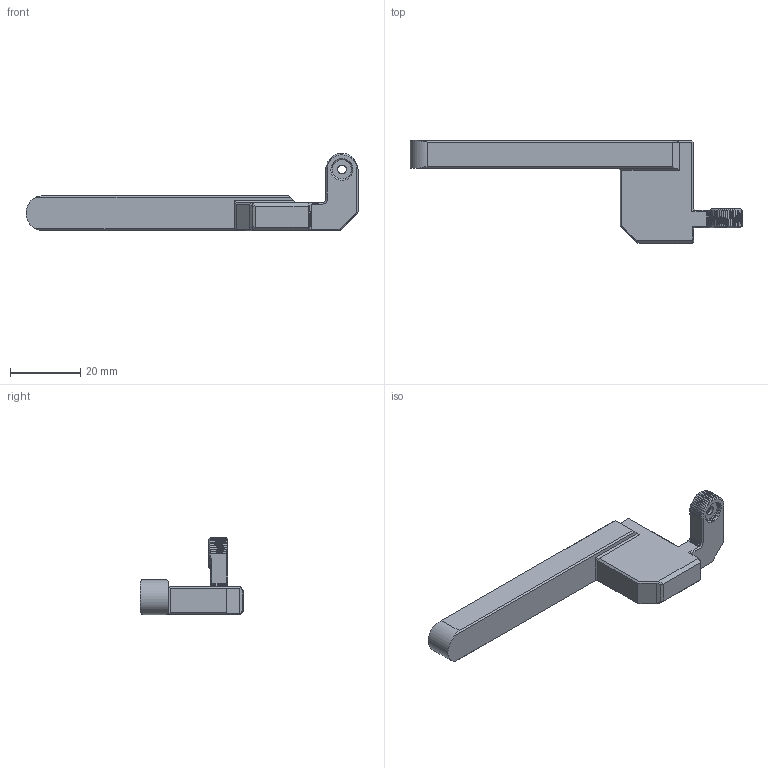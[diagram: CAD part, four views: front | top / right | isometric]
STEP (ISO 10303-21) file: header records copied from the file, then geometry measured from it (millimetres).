
FILE_DESCRIPTION(/* description */ (''),/* implementation_level */ '2;1');
FILE_NAME(/* name */ 'Servo arm block v4.step',/* time_stamp */ '2025-01-22T19:28:40-06:00',/* author */ (''),/* organization */ (''),/* preprocessor_version */ 'ST-DEVELOPER v20',/* originating_system */ 'Autodesk Translation Framework v13.20.0.188',/* authorisation */ '');
FILE_SCHEMA (('AUTOMOTIVE_DESIGN { 1 0 10303 214 3 1 1 }'));
Length unit declared in the file: millimetre
Products named in the file (1): Servo arm block
Bounding box: 94.78 x 29.5 x 22.1 mm (x, y, z)
Volume: 10785.5 mm3; surface area: 4785.4 mm2
Topology: 1 solids, 1 shells, 2791 faces, 4486 edges, 1698 vertices
Faces by surface type: plane 2789, cylinder 2
Full cylindrical faces by diameter (mm): 2.5 x1
Entity records: 57190 total; most frequent: DIRECTION 10079, CARTESIAN_POINT 8978, ORIENTED_EDGE 8974, EDGE_CURVE 4487, LINE 4479, VECTOR 4479, AXIS2_PLACEMENT_3D 2800, EDGE_LOOP 2794
